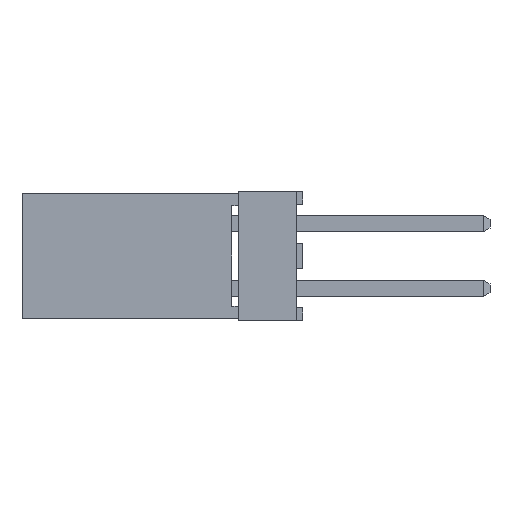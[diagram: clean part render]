
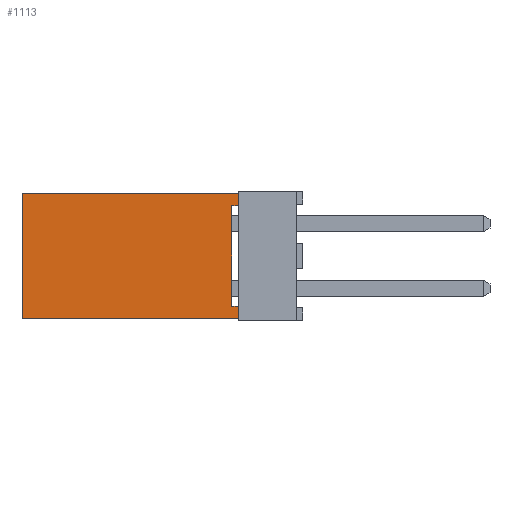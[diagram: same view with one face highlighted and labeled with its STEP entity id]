
A CAD part, left-side view. The second image highlights one B-rep face of the part: STEP entity #1113.
In plain terms, the highlighted planar face has unit normal (-1, 0, 0).
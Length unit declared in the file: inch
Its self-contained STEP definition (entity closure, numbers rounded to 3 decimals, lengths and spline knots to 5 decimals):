
#1113 = ADVANCED_FACE( '', ( #2351 ), #2352, .F. );
#2351 = FACE_OUTER_BOUND( '', #3731, .T. );
#2352 = PLANE( '', #3732 );
#3731 = EDGE_LOOP( '', ( #6832, #6833, #6834, #6835, #6836, #6837, #6838, #6839 ) );
#3732 = AXIS2_PLACEMENT_3D( '', #6840, #6841, #6842 );
#6832 = ORIENTED_EDGE( '', *, *, #9243, .T. );
#6833 = ORIENTED_EDGE( '', *, *, #8692, .T. );
#6834 = ORIENTED_EDGE( '', *, *, #9334, .F. );
#6835 = ORIENTED_EDGE( '', *, *, #8444, .F. );
#6836 = ORIENTED_EDGE( '', *, *, #9423, .T. );
#6837 = ORIENTED_EDGE( '', *, *, #8657, .T. );
#6838 = ORIENTED_EDGE( '', *, *, #8735, .T. );
#6839 = ORIENTED_EDGE( '', *, *, #9560, .T. );
#6840 = CARTESIAN_POINT( '', ( 0., 0.335, -0.0975 ) );
#6841 = DIRECTION( '', ( 1., 0., 0. ) );
#6842 = DIRECTION( '', ( 0., 0., -1. ) );
#8444 = EDGE_CURVE( '', #10176, #10178, #10179, .T. );
#8657 = EDGE_CURVE( '', #10563, #10561, #10564, .T. );
#8692 = EDGE_CURVE( '', #10625, #10623, #10626, .T. );
#8735 = EDGE_CURVE( '', #10561, #10687, #10689, .T. );
#9243 = EDGE_CURVE( '', #11445, #10625, #11448, .T. );
#9334 = EDGE_CURVE( '', #10178, #10623, #11586, .T. );
#9423 = EDGE_CURVE( '', #10176, #10563, #11712, .T. );
#9560 = EDGE_CURVE( '', #10687, #11445, #11869, .T. );
#10176 = VERTEX_POINT( '', #12665 );
#10178 = VERTEX_POINT( '', #12668 );
#10179 = LINE( '', #12669, #12670 );
#10561 = VERTEX_POINT( '', #13235 );
#10563 = VERTEX_POINT( '', #13238 );
#10564 = LINE( '', #13239, #13240 );
#10623 = VERTEX_POINT( '', #13325 );
#10625 = VERTEX_POINT( '', #13328 );
#10626 = LINE( '', #13329, #13330 );
#10687 = VERTEX_POINT( '', #13421 );
#10689 = LINE( '', #13424, #13425 );
#11445 = VERTEX_POINT( '', #14545 );
#11448 = LINE( '', #14550, #14551 );
#11586 = LINE( '', #14762, #14763 );
#11712 = LINE( '', #14956, #14957 );
#11869 = LINE( '', #15196, #15197 );
#12665 = CARTESIAN_POINT( '', ( 0., 0.335, -0.0975 ) );
#12668 = CARTESIAN_POINT( '', ( 0., 0.335, 0.0975 ) );
#12669 = CARTESIAN_POINT( '', ( 0., 0.335, -0.0975 ) );
#12670 = VECTOR( '', #15823, 39.37008 );
#13235 = CARTESIAN_POINT( '', ( 0., 0., -0.0775 ) );
#13238 = CARTESIAN_POINT( '', ( 0., 0., -0.0975 ) );
#13239 = CARTESIAN_POINT( '', ( 0., 0., -0.0975 ) );
#13240 = VECTOR( '', #16008, 39.37008 );
#13325 = CARTESIAN_POINT( '', ( 0., 0., 0.0975 ) );
#13328 = CARTESIAN_POINT( '', ( 0., 0., 0.0775 ) );
#13329 = CARTESIAN_POINT( '', ( 0., 0., -0.0975 ) );
#13330 = VECTOR( '', #16036, 39.37008 );
#13421 = CARTESIAN_POINT( '', ( 0., 0.01, -0.0775 ) );
#13424 = CARTESIAN_POINT( '', ( 0., 0., -0.0775 ) );
#13425 = VECTOR( '', #16068, 39.37008 );
#14545 = CARTESIAN_POINT( '', ( 0., 0.01, 0.0775 ) );
#14550 = CARTESIAN_POINT( '', ( 0., 0.01, 0.0775 ) );
#14551 = VECTOR( '', #16468, 39.37008 );
#14762 = CARTESIAN_POINT( '', ( 0., 0.335, 0.0975 ) );
#14763 = VECTOR( '', #16542, 39.37008 );
#14956 = CARTESIAN_POINT( '', ( 0., 0.335, -0.0975 ) );
#14957 = VECTOR( '', #16610, 39.37008 );
#15196 = CARTESIAN_POINT( '', ( 0., 0.01, -0.0775 ) );
#15197 = VECTOR( '', #16702, 39.37008 );
#15823 = DIRECTION( '', ( 0., 0., 1. ) );
#16008 = DIRECTION( '', ( 0., 0., 1. ) );
#16036 = DIRECTION( '', ( 0., 0., 1. ) );
#16068 = DIRECTION( '', ( 0., 1., 0. ) );
#16468 = DIRECTION( '', ( 0., -1., 0. ) );
#16542 = DIRECTION( '', ( 0., -1., 0. ) );
#16610 = DIRECTION( '', ( 0., -1., 0. ) );
#16702 = DIRECTION( '', ( 0., 0., 1. ) );
